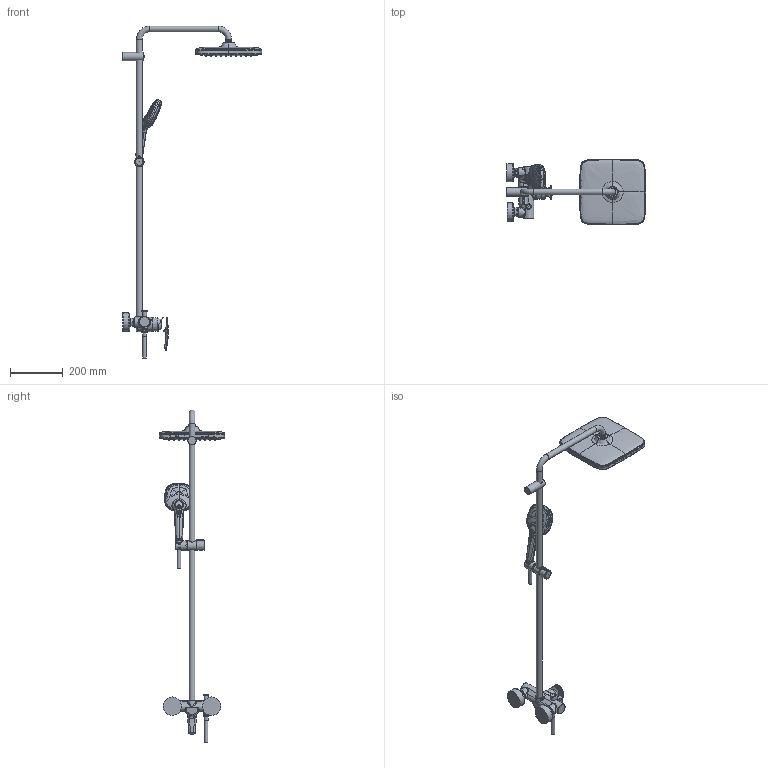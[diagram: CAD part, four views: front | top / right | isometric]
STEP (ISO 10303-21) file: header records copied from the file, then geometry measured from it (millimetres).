
FILE_DESCRIPTION(/* description */ ('Unknown'),/* implementation_level */ '2;1');
FILE_NAME(/* name */ '26692001',/* time_stamp */ '2023-04-22T14:06:58+02:00',/* author */ ('Unknown'),/* organization */ ('GROHE AG'),/* preprocessor_version */ 'ST-DEVELOPER v16.7',/* originating_system */ 'DEX',/* authorisation */ $);
FILE_SCHEMA (('AUTOMOTIVE_DESIGN {1 0 10303 214 3 1 1}'));
Length unit declared in the file: millimetre
Products named in the file (1): 26692001
Bounding box: 529 x 250.02 x 1263.16 mm (x, y, z)
Volume: 194563.5 mm3; surface area: 440007.6 mm2
Topology: 2 solids, 513 shells, 1225 faces, 5296 edges, 4383 vertices
Faces by surface type: bspline 534, plane 302, cylinder 275, torus 85, cone 15, sphere 14
Full cylindrical faces by diameter (mm): 2.8 x49, 3.797 x111, 4.1 x4, 13.8 x2, 14.7 x2, 15.196 x1, 16.2 x1, 18.3 x1, 19.9 x1, 20.955 x3, 22 x3, 22.6 x1, 23 x1, 26.44 x1, 31.3 x1, 33.4 x2, 36 x2, 40 x1, 54 x1, 55 x1, 70 x2
Entity records: 95618 total; most frequent: CARTESIAN_POINT 58968, ORIENTED_EDGE 5671, EDGE_CURVE 4538, VERTEX_POINT 4086, DIRECTION 3659, B_SPLINE_CURVE_WITH_KNOTS 3239, EDGE_LOOP 2198, FACE_BOUND 2198
